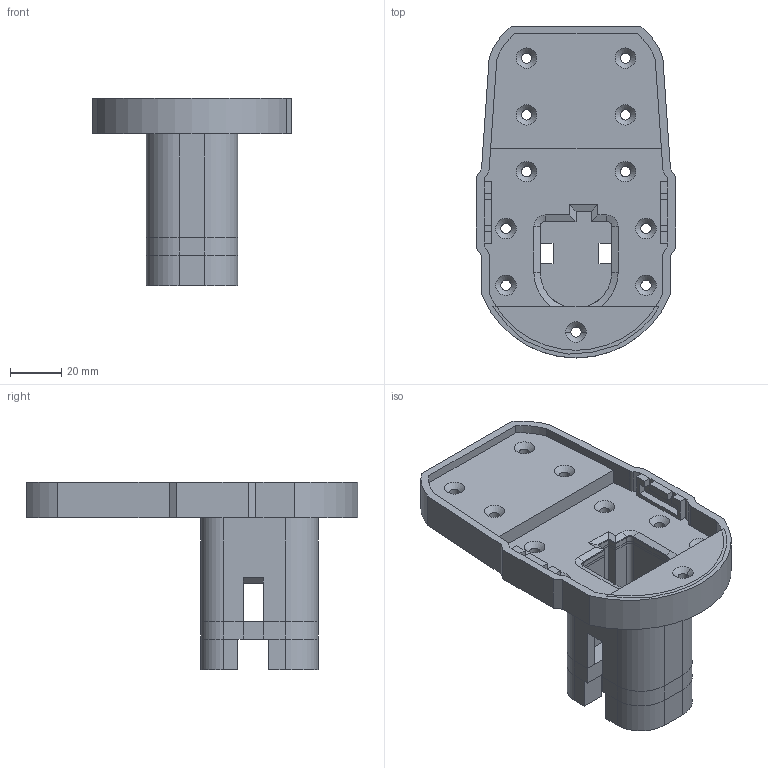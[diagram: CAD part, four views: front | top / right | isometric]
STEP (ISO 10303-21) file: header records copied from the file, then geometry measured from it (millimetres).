
FILE_DESCRIPTION(('FreeCAD Model'),'2;1');
FILE_NAME('Open CASCADE Shape Model','2023-07-11T15:58:01',('Author'),( ''),'Open CASCADE STEP processor 7.5','FreeCAD','Unknown');
FILE_SCHEMA(('AUTOMOTIVE_DESIGN { 1 0 10303 214 1 1 1 1 }'));
Length unit declared in the file: millimetre
Products named in the file (1): Battery Holder
Bounding box: 78 x 130 x 73.5 mm (x, y, z)
Volume: 116232.7 mm3; surface area: 41723 mm2
Topology: 1 solids, 1 shells, 213 faces, 549 edges, 336 vertices
Faces by surface type: plane 149, cylinder 48, cone 16
Full cylindrical faces by diameter (mm): 4 x10
Entity records: 13681 total; most frequent: CARTESIAN_POINT 2487, DIRECTION 2126, LINE 1480, VECTOR 1480, ORIENTED_EDGE 1098, PCURVE 1098, DEFINITIONAL_REPRESENTATION 1098, EDGE_CURVE 549
